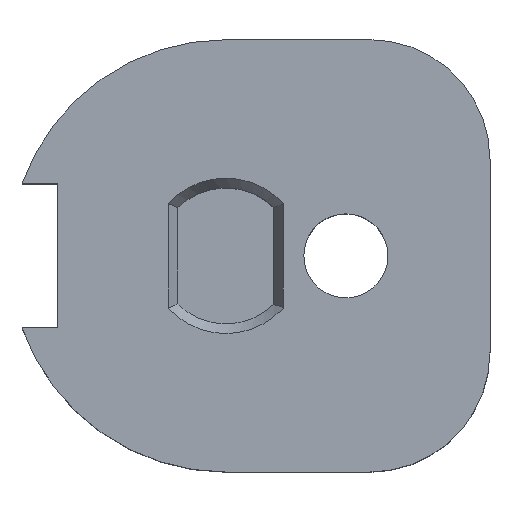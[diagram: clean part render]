
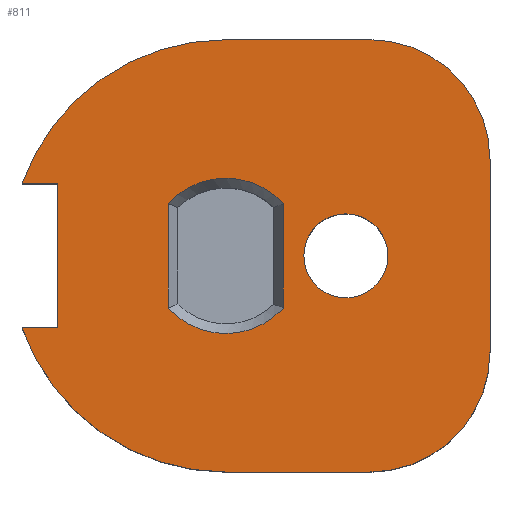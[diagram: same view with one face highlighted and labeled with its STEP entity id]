
A CAD part, top view. The second image highlights one B-rep face of the part: STEP entity #811.
In plain terms, the highlighted planar face has unit normal (0, 0, 1).
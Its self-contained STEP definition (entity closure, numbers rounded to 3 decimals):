
#15 = DIRECTION ( 'NONE',  ( 1., 0., 0. ) ) ;
#19 = AXIS2_PLACEMENT_3D ( 'NONE', #327, #324, #323 ) ;
#21 = AXIS2_PLACEMENT_3D ( 'NONE', #449, #448, #447 ) ;
#22 = CARTESIAN_POINT ( 'NONE',  ( 0., 0., 6. ) ) ;
#27 = CARTESIAN_POINT ( 'NONE',  ( -7., -3., 6. ) ) ;
#31 = AXIS2_PLACEMENT_3D ( 'NONE', #22, #641, #15 ) ;
#37 = AXIS2_PLACEMENT_3D ( 'NONE', #635, #634, #631 ) ;
#40 = AXIS2_PLACEMENT_3D ( 'NONE', #730, #729, #726 ) ;
#41 = AXIS2_PLACEMENT_3D ( 'NONE', #758, #757, #754 ) ;
#46 = AXIS2_PLACEMENT_3D ( 'NONE', #894, #889, #886 ) ;
#47 = AXIS2_PLACEMENT_3D ( 'NONE', #906, #903, #900 ) ;
#49 = EDGE_CURVE ( 'NONE', #790, #879, #988, .T. ) ;
#50 = EDGE_CURVE ( 'NONE', #976, #914, #576, .T. ) ;
#52 = EDGE_CURVE ( 'NONE', #976, #879, #570, .T. ) ;
#56 = EDGE_CURVE ( 'NONE', #614, #781, #569, .T. ) ;
#57 = EDGE_CURVE ( 'NONE', #781, #816, #566, .T. ) ;
#71 = EDGE_CURVE ( 'NONE', #763, #908, #547, .T. ) ;
#77 = CARTESIAN_POINT ( 'NONE',  ( 3.25, 0., 6. ) ) ;
#80 = EDGE_CURVE ( 'NONE', #614, #800, #550, .T. ) ;
#93 = EDGE_CURVE ( 'NONE', #733, #948, #542, .T. ) ;
#100 = EDGE_CURVE ( 'NONE', #926, #586, #538, .T. ) ;
#104 = CIRCLE ( 'NONE', #21, 1.75 ) ;
#110 = EDGE_CURVE ( 'NONE', #823, #914, #533, .T. ) ;
#132 = EDGE_CURVE ( 'NONE', #948, #926, #518, .T. ) ;
#136 = CARTESIAN_POINT ( 'NONE',  ( 2.395, -2.175, 6. ) ) ;
#141 = CARTESIAN_POINT ( 'NONE',  ( -2.395, -2.175, 6. ) ) ;
#142 = CARTESIAN_POINT ( 'NONE',  ( 6.75, 0., 6. ) ) ;
#143 = CARTESIAN_POINT ( 'NONE',  ( 6., 9., 6. ) ) ;
#147 = CARTESIAN_POINT ( 'NONE',  ( 11., -4., 6. ) ) ;
#148 = EDGE_CURVE ( 'NONE', #790, #800, #523, .T. ) ;
#150 = CARTESIAN_POINT ( 'NONE',  ( 11., 4., 6. ) ) ;
#159 = CARTESIAN_POINT ( 'NONE',  ( -8.485, 3., 6. ) ) ;
#181 = CARTESIAN_POINT ( 'NONE',  ( -7., 3., 6. ) ) ;
#184 = DIRECTION ( 'NONE',  ( 1., 0., 0. ) ) ;
#187 = PLANE ( 'NONE',  #842 ) ;
#191 = EDGE_CURVE ( 'NONE', #586, #733, #475, .T. ) ;
#194 = CARTESIAN_POINT ( 'NONE',  ( 2.395, 2.175, 6. ) ) ;
#231 = EDGE_CURVE ( 'NONE', #908, #763, #104, .T. ) ;
#265 = CARTESIAN_POINT ( 'NONE',  ( 6., -9., 6. ) ) ;
#270 = CARTESIAN_POINT ( 'NONE',  ( -8.485, -3., 6. ) ) ;
#314 = EDGE_CURVE ( 'NONE', #823, #933, #508, .T. ) ;
#323 = DIRECTION ( 'NONE',  ( 1., 0., 0. ) ) ;
#324 = DIRECTION ( 'NONE',  ( 0., 0., 1. ) ) ;
#325 = EDGE_CURVE ( 'NONE', #816, #933, #443, .T. ) ;
#327 = CARTESIAN_POINT ( 'NONE',  ( 0., 0., 6. ) ) ;
#354 = CARTESIAN_POINT ( 'NONE',  ( -2.395, 2.175, 6. ) ) ;
#368 = FACE_BOUND ( 'NONE', #787, .T. ) ;
#369 = FACE_BOUND ( 'NONE', #759, .T. ) ;
#375 = FACE_OUTER_BOUND ( 'NONE', #727, .T. ) ;
#380 = CARTESIAN_POINT ( 'NONE',  ( 0., 3., 6. ) ) ;
#443 = LINE ( 'NONE', #380, #446 ) ;
#446 = VECTOR ( 'NONE', #971, 1000. ) ;
#447 = DIRECTION ( 'NONE',  ( 1., 0., 0. ) ) ;
#448 = DIRECTION ( 'NONE',  ( 0., 0., 1. ) ) ;
#449 = CARTESIAN_POINT ( 'NONE',  ( 5., 0., 6. ) ) ;
#475 = CIRCLE ( 'NONE', #31, 3.235 ) ;
#508 = CIRCLE ( 'NONE', #19, 9. ) ;
#510 = VECTOR ( 'NONE', #626, 1000. ) ;
#518 = CIRCLE ( 'NONE', #37, 3.235 ) ;
#523 = LINE ( 'NONE', #639, #510 ) ;
#529 = VECTOR ( 'NONE', #699, 1000. ) ;
#531 = VECTOR ( 'NONE', #711, 1000. ) ;
#533 = LINE ( 'NONE', #702, #529 ) ;
#535 = VECTOR ( 'NONE', #718, 1000. ) ;
#538 = LINE ( 'NONE', #738, #531 ) ;
#542 = LINE ( 'NONE', #732, #535 ) ;
#547 = CIRCLE ( 'NONE', #41, 1.75 ) ;
#550 = CIRCLE ( 'NONE', #40, 9. ) ;
#561 = VECTOR ( 'NONE', #864, 1000. ) ;
#563 = VECTOR ( 'NONE', #884, 1000. ) ;
#566 = LINE ( 'NONE', #878, #561 ) ;
#567 = VECTOR ( 'NONE', #954, 1000. ) ;
#569 = LINE ( 'NONE', #876, #563 ) ;
#570 = LINE ( 'NONE', #944, #567 ) ;
#574 = CARTESIAN_POINT ( 'NONE',  ( 0., -9., 6. ) ) ;
#576 = CIRCLE ( 'NONE', #46, 5. ) ;
#586 = VERTEX_POINT ( 'NONE', #354 ) ;
#587 = DIRECTION ( 'NONE',  ( 0., 0., 1. ) ) ;
#614 = VERTEX_POINT ( 'NONE', #270 ) ;
#626 = DIRECTION ( 'NONE',  ( -1., 0., 0. ) ) ;
#631 = DIRECTION ( 'NONE',  ( 1., 0., 0. ) ) ;
#634 = DIRECTION ( 'NONE',  ( 0., 0., -1. ) ) ;
#635 = CARTESIAN_POINT ( 'NONE',  ( 0., 0., 6. ) ) ;
#639 = CARTESIAN_POINT ( 'NONE',  ( 0., -9., 6. ) ) ;
#641 = DIRECTION ( 'NONE',  ( 0., 0., -1. ) ) ;
#699 = DIRECTION ( 'NONE',  ( 1., 0., 0. ) ) ;
#702 = CARTESIAN_POINT ( 'NONE',  ( 0., 9., 6. ) ) ;
#711 = DIRECTION ( 'NONE',  ( 0., 1., 0. ) ) ;
#718 = DIRECTION ( 'NONE',  ( 0., -1., 0. ) ) ;
#726 = DIRECTION ( 'NONE',  ( 1., 0., 0. ) ) ;
#727 = EDGE_LOOP ( 'NONE', ( #897, #896, #902, #899, #904, #907, #909, #911, #910, #913 ) ) ;
#729 = DIRECTION ( 'NONE',  ( 0., 0., 1. ) ) ;
#730 = CARTESIAN_POINT ( 'NONE',  ( 0., 0., 6. ) ) ;
#732 = CARTESIAN_POINT ( 'NONE',  ( 2.395, 0., 6. ) ) ;
#733 = VERTEX_POINT ( 'NONE', #194 ) ;
#738 = CARTESIAN_POINT ( 'NONE',  ( -2.395, 0., 6. ) ) ;
#754 = DIRECTION ( 'NONE',  ( 1., 0., 0. ) ) ;
#757 = DIRECTION ( 'NONE',  ( 0., 0., 1. ) ) ;
#758 = CARTESIAN_POINT ( 'NONE',  ( 5., 0., 6. ) ) ;
#759 = EDGE_LOOP ( 'NONE', ( #892, #895 ) ) ;
#763 = VERTEX_POINT ( 'NONE', #77 ) ;
#781 = VERTEX_POINT ( 'NONE', #27 ) ;
#787 = EDGE_LOOP ( 'NONE', ( #868, #870, #875, #877 ) ) ;
#790 = VERTEX_POINT ( 'NONE', #265 ) ;
#800 = VERTEX_POINT ( 'NONE', #574 ) ;
#811 = ADVANCED_FACE ( 'NONE', ( #368, #369, #375 ), #187, .T. ) ;
#816 = VERTEX_POINT ( 'NONE', #181 ) ;
#823 = VERTEX_POINT ( 'NONE', #952 ) ;
#842 = AXIS2_PLACEMENT_3D ( 'NONE', #934, #587, #184 ) ;
#864 = DIRECTION ( 'NONE',  ( 0., 1., 0. ) ) ;
#868 = ORIENTED_EDGE ( 'NONE', *, *, #100, .T. ) ;
#870 = ORIENTED_EDGE ( 'NONE', *, *, #191, .T. ) ;
#875 = ORIENTED_EDGE ( 'NONE', *, *, #93, .T. ) ;
#876 = CARTESIAN_POINT ( 'NONE',  ( 0., -3., 6. ) ) ;
#877 = ORIENTED_EDGE ( 'NONE', *, *, #132, .T. ) ;
#878 = CARTESIAN_POINT ( 'NONE',  ( -7., 0., 6. ) ) ;
#879 = VERTEX_POINT ( 'NONE', #147 ) ;
#884 = DIRECTION ( 'NONE',  ( 1., 0., 0. ) ) ;
#886 = DIRECTION ( 'NONE',  ( 1., 0., 0. ) ) ;
#889 = DIRECTION ( 'NONE',  ( 0., 0., 1. ) ) ;
#892 = ORIENTED_EDGE ( 'NONE', *, *, #231, .F. ) ;
#894 = CARTESIAN_POINT ( 'NONE',  ( 6., 4., 6. ) ) ;
#895 = ORIENTED_EDGE ( 'NONE', *, *, #71, .F. ) ;
#896 = ORIENTED_EDGE ( 'NONE', *, *, #49, .T. ) ;
#897 = ORIENTED_EDGE ( 'NONE', *, *, #148, .F. ) ;
#899 = ORIENTED_EDGE ( 'NONE', *, *, #50, .T. ) ;
#900 = DIRECTION ( 'NONE',  ( 1., 0., 0. ) ) ;
#902 = ORIENTED_EDGE ( 'NONE', *, *, #52, .F. ) ;
#903 = DIRECTION ( 'NONE',  ( 0., 0., 1. ) ) ;
#904 = ORIENTED_EDGE ( 'NONE', *, *, #110, .F. ) ;
#906 = CARTESIAN_POINT ( 'NONE',  ( 6., -4., 6. ) ) ;
#907 = ORIENTED_EDGE ( 'NONE', *, *, #314, .T. ) ;
#908 = VERTEX_POINT ( 'NONE', #142 ) ;
#909 = ORIENTED_EDGE ( 'NONE', *, *, #325, .F. ) ;
#910 = ORIENTED_EDGE ( 'NONE', *, *, #56, .F. ) ;
#911 = ORIENTED_EDGE ( 'NONE', *, *, #57, .F. ) ;
#913 = ORIENTED_EDGE ( 'NONE', *, *, #80, .T. ) ;
#914 = VERTEX_POINT ( 'NONE', #143 ) ;
#926 = VERTEX_POINT ( 'NONE', #141 ) ;
#933 = VERTEX_POINT ( 'NONE', #159 ) ;
#934 = CARTESIAN_POINT ( 'NONE',  ( 0., 0., 6. ) ) ;
#944 = CARTESIAN_POINT ( 'NONE',  ( 11., 0., 6. ) ) ;
#948 = VERTEX_POINT ( 'NONE', #136 ) ;
#952 = CARTESIAN_POINT ( 'NONE',  ( 0., 9., 6. ) ) ;
#954 = DIRECTION ( 'NONE',  ( 0., -1., 0. ) ) ;
#971 = DIRECTION ( 'NONE',  ( -1., 0., 0. ) ) ;
#976 = VERTEX_POINT ( 'NONE', #150 ) ;
#988 = CIRCLE ( 'NONE', #47, 5. ) ;
